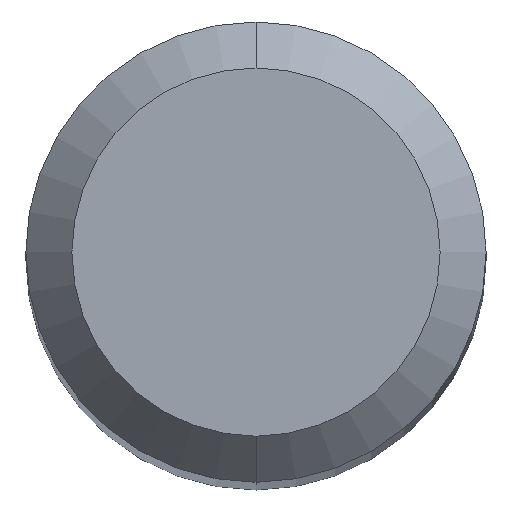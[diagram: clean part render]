
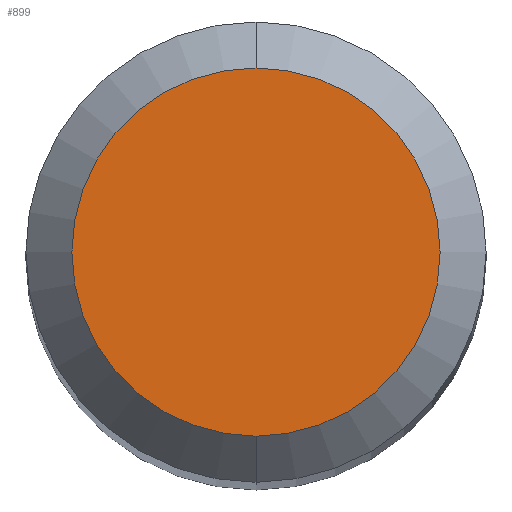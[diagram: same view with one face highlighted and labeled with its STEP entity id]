
A CAD part, top view. The second image highlights one B-rep face of the part: STEP entity #899.
In plain terms, the highlighted planar face has unit normal (0, 0, 1).
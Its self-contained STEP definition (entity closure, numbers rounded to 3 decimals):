
#497=VERTEX_POINT('',#1194);
#669=VERTEX_POINT('',#1388);
#899=ADVANCED_FACE('',(#1635),#1636,.T.);
#925=EDGE_CURVE('',#669,#497,#1664,.T.);
#985=EDGE_CURVE('',#497,#669,#1728,.T.);
#1194=CARTESIAN_POINT('',(0.,-1.2,0.0));
#1388=CARTESIAN_POINT('',(0.0,1.2,0.0));
#1635=FACE_OUTER_BOUND('',#7582,.T.);
#1636=PLANE('',#7583);
#1664=CIRCLE('',#7946,1.2);
#1728=CIRCLE('',#9240,1.2);
#7582=EDGE_LOOP('',(#9999,#10000));
#7583=AXIS2_PLACEMENT_3D('',#10001,#10002,#10003);
#7946=AXIS2_PLACEMENT_3D('',#10026,#10027,#10028);
#9240=AXIS2_PLACEMENT_3D('',#10086,#10087,#10088);
#9999=ORIENTED_EDGE('',*,*,#925,.F.);
#10000=ORIENTED_EDGE('',*,*,#985,.F.);
#10001=CARTESIAN_POINT('',(0.0,0.6,0.0));
#10002=DIRECTION('',(-0.0,0.0,1.0));
#10003=DIRECTION('',(0.0,-1.0,0.0));
#10026=CARTESIAN_POINT('',(0.0,0.0,0.0));
#10027=DIRECTION('',(0.0,0.0,-1.0));
#10028=DIRECTION('',(0.0,1.0,0.0));
#10086=CARTESIAN_POINT('',(0.0,0.0,0.0));
#10087=DIRECTION('',(0.0,0.0,-1.0));
#10088=DIRECTION('',(0.0,1.0,0.0));
